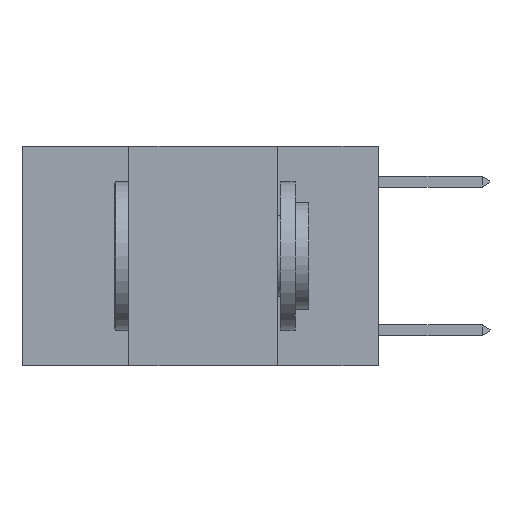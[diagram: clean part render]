
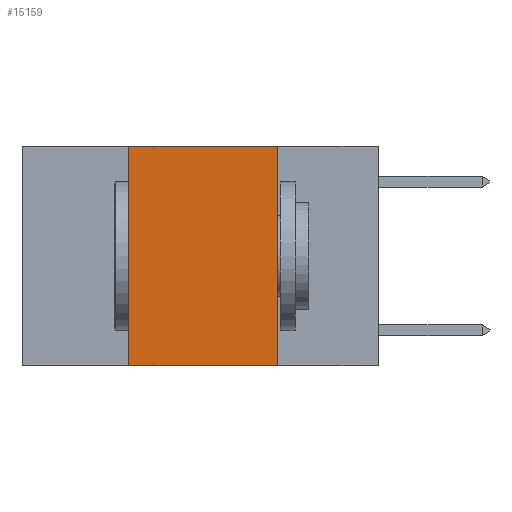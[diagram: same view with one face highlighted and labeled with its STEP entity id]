
A CAD part, left-side view. The second image highlights one B-rep face of the part: STEP entity #15159.
In plain terms, the highlighted planar face has unit normal (-1, 0, 0).
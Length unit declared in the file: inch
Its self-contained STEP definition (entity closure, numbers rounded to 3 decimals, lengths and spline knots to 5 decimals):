
#424 = DIRECTION ( 'NONE',  ( 0., -1., 0. ) ) ;
#848 = EDGE_CURVE ( 'NONE', #935, #5218, #4470, .T. ) ;
#935 = VERTEX_POINT ( 'NONE', #17353 ) ;
#2345 = CARTESIAN_POINT ( 'NONE',  ( 0., 0.17, 0. ) ) ;
#3308 = VERTEX_POINT ( 'NONE', #2345 ) ;
#4470 = LINE ( 'NONE', #20033, #14910 ) ;
#5218 = VERTEX_POINT ( 'NONE', #19708 ) ;
#5541 = DIRECTION ( 'NONE',  ( 1., 0., 0. ) ) ;
#6749 = AXIS2_PLACEMENT_3D ( 'NONE', #27845, #5541, #23081 ) ;
#7239 = DIRECTION ( 'NONE',  ( 0., 0., 1. ) ) ;
#7772 = LINE ( 'NONE', #19738, #20351 ) ;
#10183 = VERTEX_POINT ( 'NONE', #27984 ) ;
#10634 = EDGE_CURVE ( 'NONE', #3308, #5218, #11026, .T. ) ;
#11026 = LINE ( 'NONE', #17793, #11126 ) ;
#11126 = VECTOR ( 'NONE', #17806, 39.37008 ) ;
#13795 = EDGE_CURVE ( 'NONE', #10183, #3308, #18371, .T. ) ;
#14910 = VECTOR ( 'NONE', #19791, 39.37008 ) ;
#15159 = ADVANCED_FACE ( 'NONE', ( #24839 ), #18006, .F. ) ;
#17353 = CARTESIAN_POINT ( 'NONE',  ( 0., 0.42, -0.37 ) ) ;
#17793 = CARTESIAN_POINT ( 'NONE',  ( 0., 0.17, 0. ) ) ;
#17806 = DIRECTION ( 'NONE',  ( 0., 0., -1. ) ) ;
#17960 = VECTOR ( 'NONE', #424, 39.37008 ) ;
#18006 = PLANE ( 'NONE',  #6749 ) ;
#18371 = LINE ( 'NONE', #30119, #17960 ) ;
#19708 = CARTESIAN_POINT ( 'NONE',  ( 0., 0.17, -0.37 ) ) ;
#19738 = CARTESIAN_POINT ( 'NONE',  ( 0., 0.42, 0. ) ) ;
#19791 = DIRECTION ( 'NONE',  ( 0., -1., 0. ) ) ;
#20033 = CARTESIAN_POINT ( 'NONE',  ( 0., 0.6, -0.37 ) ) ;
#20351 = VECTOR ( 'NONE', #7239, 39.37008 ) ;
#20448 = ORIENTED_EDGE ( 'NONE', *, *, #10634, .F. ) ;
#20732 = EDGE_LOOP ( 'NONE', ( #20448, #21674, #29285, #23587 ) ) ;
#21674 = ORIENTED_EDGE ( 'NONE', *, *, #13795, .F. ) ;
#22444 = EDGE_CURVE ( 'NONE', #935, #10183, #7772, .T. ) ;
#23081 = DIRECTION ( 'NONE',  ( 0., 0., -1. ) ) ;
#23587 = ORIENTED_EDGE ( 'NONE', *, *, #848, .T. ) ;
#24839 = FACE_OUTER_BOUND ( 'NONE', #20732, .T. ) ;
#27845 = CARTESIAN_POINT ( 'NONE',  ( 0., 0.6, 0. ) ) ;
#27984 = CARTESIAN_POINT ( 'NONE',  ( 0., 0.42, 0. ) ) ;
#29285 = ORIENTED_EDGE ( 'NONE', *, *, #22444, .F. ) ;
#30119 = CARTESIAN_POINT ( 'NONE',  ( 0., 0.6, 0. ) ) ;
